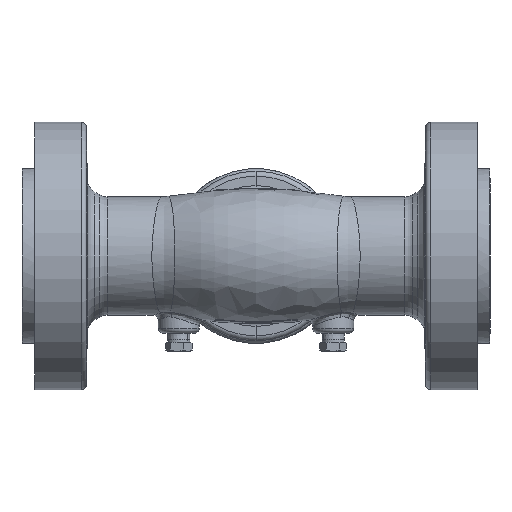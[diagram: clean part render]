
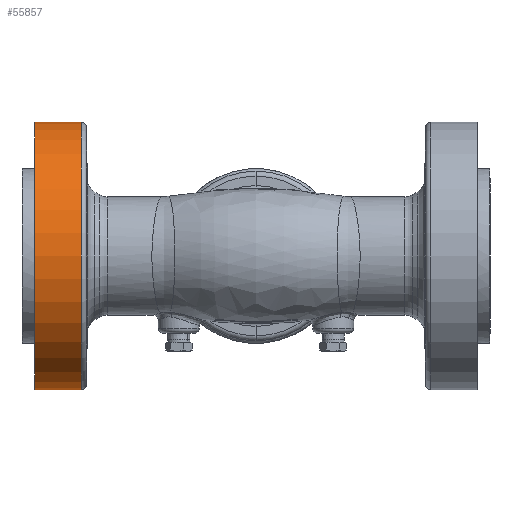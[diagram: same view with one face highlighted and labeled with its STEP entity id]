
A CAD part, front view. The second image highlights one B-rep face of the part: STEP entity #55857.
In plain terms, the highlighted cylindrical face has radius 82.55 mm (diameter 165.1 mm), a partial arc.
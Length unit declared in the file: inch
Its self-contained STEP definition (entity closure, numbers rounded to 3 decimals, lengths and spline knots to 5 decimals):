
#903 = CARTESIAN_POINT ( 'NONE',  ( -4.24784, -1.58751, 0. ) ) ;
#4963 = AXIS2_PLACEMENT_3D ( 'NONE', #18330, #45482, #66409 ) ;
#8100 = LINE ( 'NONE', #17727, #23199 ) ;
#8843 = CIRCLE ( 'NONE', #25956, 3.25 ) ;
#12290 = EDGE_CURVE ( 'NONE', #27499, #56428, #33555, .T. ) ;
#13616 = ORIENTED_EDGE ( 'NONE', *, *, #12290, .T. ) ;
#13903 = DIRECTION ( 'NONE',  ( 0., 0., -1. ) ) ;
#17727 = CARTESIAN_POINT ( 'NONE',  ( -6.7705, -1.58751, -3.25 ) ) ;
#18330 = CARTESIAN_POINT ( 'NONE',  ( -6.7705, -1.58751, 0. ) ) ;
#19633 = CIRCLE ( 'NONE', #35259, 3.25 ) ;
#20649 = FACE_OUTER_BOUND ( 'NONE', #25862, .T. ) ;
#20969 = CARTESIAN_POINT ( 'NONE',  ( -4.24784, -1.58751, -3.25 ) ) ;
#22412 = ORIENTED_EDGE ( 'NONE', *, *, #65989, .F. ) ;
#23199 = VECTOR ( 'NONE', #59444, 39.37008 ) ;
#25862 = EDGE_LOOP ( 'NONE', ( #22412, #47723, #13616, #47230 ) ) ;
#25956 = AXIS2_PLACEMENT_3D ( 'NONE', #30479, #78984, #37738 ) ;
#27499 = VERTEX_POINT ( 'NONE', #73924 ) ;
#30479 = CARTESIAN_POINT ( 'NONE',  ( -5.3755, -1.58751, 0. ) ) ;
#32465 = CARTESIAN_POINT ( 'NONE',  ( -6.7705, -1.58751, 3.25 ) ) ;
#33555 = LINE ( 'NONE', #32465, #34637 ) ;
#34637 = VECTOR ( 'NONE', #41860, 39.37008 ) ;
#35259 = AXIS2_PLACEMENT_3D ( 'NONE', #903, #69857, #13903 ) ;
#37244 = CARTESIAN_POINT ( 'NONE',  ( -5.3755, -1.58751, 3.25 ) ) ;
#37738 = DIRECTION ( 'NONE',  ( 0., 0., 1. ) ) ;
#41860 = DIRECTION ( 'NONE',  ( -1., 0., 0. ) ) ;
#42287 = CARTESIAN_POINT ( 'NONE',  ( -5.3755, -1.58751, -3.25 ) ) ;
#43159 = EDGE_CURVE ( 'NONE', #75946, #27499, #19633, .T. ) ;
#45482 = DIRECTION ( 'NONE',  ( -1., 0., 0. ) ) ;
#47230 = ORIENTED_EDGE ( 'NONE', *, *, #83131, .F. ) ;
#47723 = ORIENTED_EDGE ( 'NONE', *, *, #43159, .T. ) ;
#55857 = ADVANCED_FACE ( 'NONE', ( #20649 ), #86767, .T. ) ;
#56428 = VERTEX_POINT ( 'NONE', #37244 ) ;
#59444 = DIRECTION ( 'NONE',  ( -1., 0., 0. ) ) ;
#65989 = EDGE_CURVE ( 'NONE', #75946, #68237, #8100, .T. ) ;
#66409 = DIRECTION ( 'NONE',  ( 0., 0., 1. ) ) ;
#68237 = VERTEX_POINT ( 'NONE', #42287 ) ;
#69857 = DIRECTION ( 'NONE',  ( -1., 0., 0. ) ) ;
#73924 = CARTESIAN_POINT ( 'NONE',  ( -4.24784, -1.58751, 3.25 ) ) ;
#75946 = VERTEX_POINT ( 'NONE', #20969 ) ;
#78984 = DIRECTION ( 'NONE',  ( -1., 0., 0. ) ) ;
#83131 = EDGE_CURVE ( 'NONE', #68237, #56428, #8843, .T. ) ;
#86767 = CYLINDRICAL_SURFACE ( 'NONE', #4963, 3.25 ) ;
